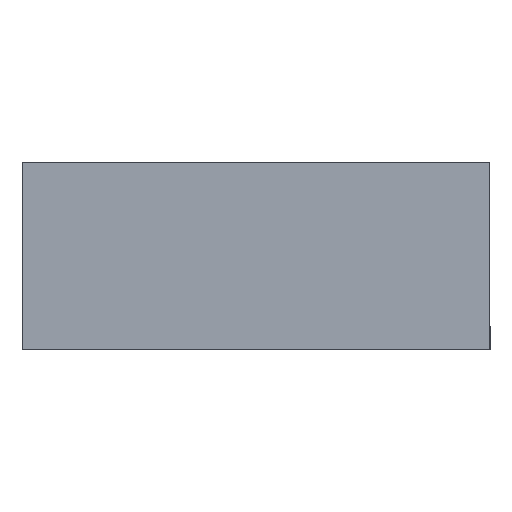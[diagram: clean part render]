
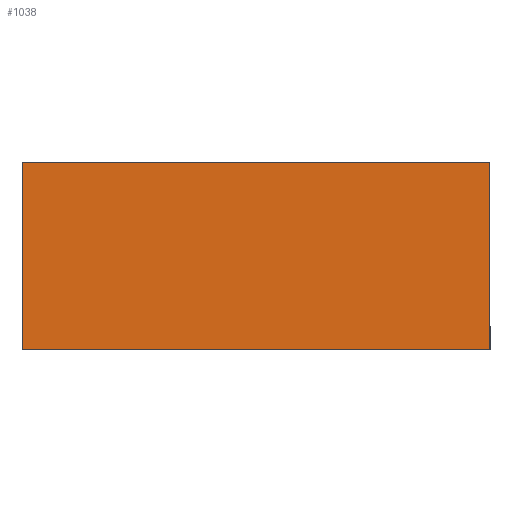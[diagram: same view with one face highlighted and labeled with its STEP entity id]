
A CAD part, left-side view. The second image highlights one B-rep face of the part: STEP entity #1038.
In plain terms, the highlighted planar face has unit normal (-1, 0, 0).
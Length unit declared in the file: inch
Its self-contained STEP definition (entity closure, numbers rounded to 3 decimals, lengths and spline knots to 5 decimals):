
#48 = AXIS2_PLACEMENT_3D ( 'NONE', #339, #2643, #107 ) ;
#56 = EDGE_CURVE ( 'NONE', #1041, #1096, #806, .T. ) ;
#105 = ORIENTED_EDGE ( 'NONE', *, *, #2406, .T. ) ;
#107 = DIRECTION ( 'NONE',  ( 0., 0., 1. ) ) ;
#319 = DIRECTION ( 'NONE',  ( 0., 0., -1. ) ) ;
#339 = CARTESIAN_POINT ( 'NONE',  ( -0.04921, 0.03937, 0. ) ) ;
#452 = LINE ( 'NONE', #2527, #697 ) ;
#542 = CARTESIAN_POINT ( 'NONE',  ( -0.04921, 0.03937, 0.01609 ) ) ;
#559 = LINE ( 'NONE', #1341, #1313 ) ;
#572 = VERTEX_POINT ( 'NONE', #2584 ) ;
#697 = VECTOR ( 'NONE', #2790, 39.37008 ) ;
#806 = LINE ( 'NONE', #2640, #1660 ) ;
#822 = DIRECTION ( 'NONE',  ( 0., 0., 1. ) ) ;
#824 = DIRECTION ( 'NONE',  ( 0., 1., 0. ) ) ;
#859 = CARTESIAN_POINT ( 'NONE',  ( -0.04921, -0.03937, 0.0315 ) ) ;
#870 = ORIENTED_EDGE ( 'NONE', *, *, #56, .T. ) ;
#1038 = ADVANCED_FACE ( 'NONE', ( #1757 ), #1886, .T. ) ;
#1041 = VERTEX_POINT ( 'NONE', #1359 ) ;
#1044 = ORIENTED_EDGE ( 'NONE', *, *, #2314, .T. ) ;
#1096 = VERTEX_POINT ( 'NONE', #859 ) ;
#1303 = LINE ( 'NONE', #542, #2298 ) ;
#1313 = VECTOR ( 'NONE', #824, 39.37008 ) ;
#1341 = CARTESIAN_POINT ( 'NONE',  ( -0.04921, 0.03937, 0.0315 ) ) ;
#1359 = CARTESIAN_POINT ( 'NONE',  ( -0.04921, -0.03937, 0. ) ) ;
#1660 = VECTOR ( 'NONE', #822, 39.37008 ) ;
#1757 = FACE_OUTER_BOUND ( 'NONE', #2906, .T. ) ;
#1886 = PLANE ( 'NONE',  #48 ) ;
#2123 = ORIENTED_EDGE ( 'NONE', *, *, #2308, .T. ) ;
#2293 = CARTESIAN_POINT ( 'NONE',  ( -0.04921, 0.03937, 0. ) ) ;
#2298 = VECTOR ( 'NONE', #319, 39.37008 ) ;
#2308 = EDGE_CURVE ( 'NONE', #572, #2535, #1303, .T. ) ;
#2314 = EDGE_CURVE ( 'NONE', #1096, #572, #559, .T. ) ;
#2406 = EDGE_CURVE ( 'NONE', #2535, #1041, #452, .T. ) ;
#2527 = CARTESIAN_POINT ( 'NONE',  ( -0.04921, 0.00034, 0. ) ) ;
#2535 = VERTEX_POINT ( 'NONE', #2293 ) ;
#2584 = CARTESIAN_POINT ( 'NONE',  ( -0.04921, 0.03937, 0.0315 ) ) ;
#2640 = CARTESIAN_POINT ( 'NONE',  ( -0.04921, -0.03937, 0.01609 ) ) ;
#2643 = DIRECTION ( 'NONE',  ( -1., 0., 0. ) ) ;
#2790 = DIRECTION ( 'NONE',  ( 0., -1., 0. ) ) ;
#2906 = EDGE_LOOP ( 'NONE', ( #870, #1044, #2123, #105 ) ) ;
